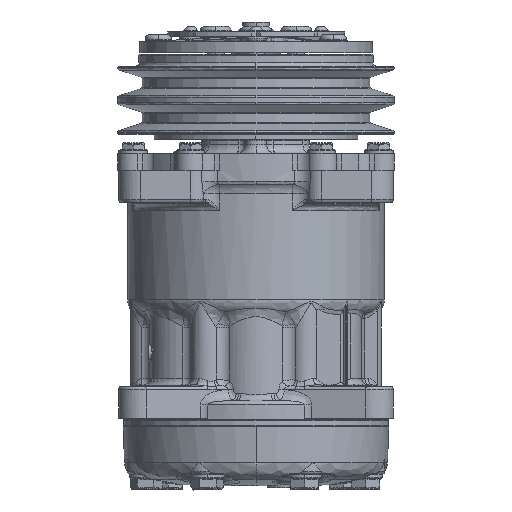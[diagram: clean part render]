
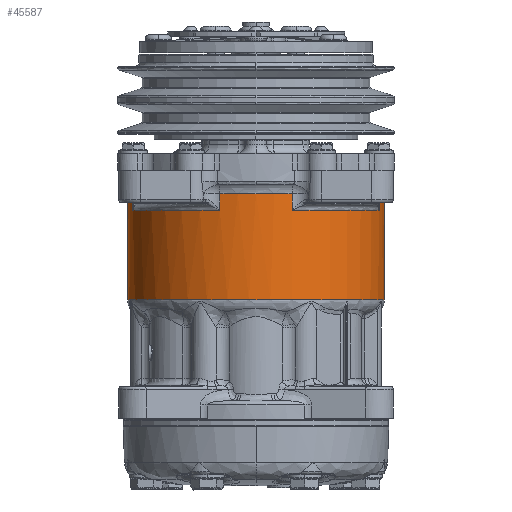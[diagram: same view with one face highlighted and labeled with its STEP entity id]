
A CAD part, front view. The second image highlights one B-rep face of the part: STEP entity #45587.
In plain terms, the highlighted cylindrical face has radius 58 mm (diameter 116 mm), a partial arc.
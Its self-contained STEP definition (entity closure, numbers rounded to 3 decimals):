
#25450 = VERTEX_POINT ( 'NONE', #44972 ) ;
#25484 = VERTEX_POINT ( 'NONE', #45140 ) ;
#25562 = VERTEX_POINT ( 'NONE', #45448 ) ;
#25568 = EDGE_CURVE ( 'NONE', #25450, #25562, #45318, .T. ) ;
#25629 = VERTEX_POINT ( 'NONE', #45670 ) ;
#25630 = EDGE_CURVE ( 'NONE', #25629, #25484, #45751, .T. ) ;
#25699 = VERTEX_POINT ( 'NONE', #46115 ) ;
#25719 = EDGE_CURVE ( 'NONE', #25752, #25748, #46126, .T. ) ;
#25748 = VERTEX_POINT ( 'NONE', #46702 ) ;
#25752 = VERTEX_POINT ( 'NONE', #46696 ) ;
#26124 = EDGE_CURVE ( 'NONE', #25699, #25752, #49511, .T. ) ;
#42943 = EDGE_CURVE ( 'NONE', #25629, #25699, #117148, .T. ) ;
#44972 = CARTESIAN_POINT ( 'NONE',  ( -55.65, -16.345, 99.995 ) ) ;
#45140 = CARTESIAN_POINT ( 'NONE',  ( -58.001, 0., 107.417 ) ) ;
#45318 = LINE ( 'NONE', #45442, #45440 ) ;
#45439 = DIRECTION ( 'NONE',  ( 0., 0., 1. ) ) ;
#45440 = VECTOR ( 'NONE', #45439, 1000. ) ;
#45442 = CARTESIAN_POINT ( 'NONE',  ( -55.65, -16.345, 118.995 ) ) ;
#45448 = CARTESIAN_POINT ( 'NONE',  ( -55.65, -16.345, 107.417 ) ) ;
#45492 = ORIENTED_EDGE ( 'NONE', *, *, #42943, .T. ) ;
#45554 = EDGE_CURVE ( 'NONE', #45674, #25450, #123722, .T. ) ;
#45562 = EDGE_LOOP ( 'NONE', ( #45695, #45492, #45659, #45666, #45582, #45654, #45569, #45767, #45780, #45633, #45641, #45649, #45648 ) ) ;
#45569 = ORIENTED_EDGE ( 'NONE', *, *, #45679, .T. ) ;
#45579 = VERTEX_POINT ( 'NONE', #123843 ) ;
#45580 = VERTEX_POINT ( 'NONE', #123831 ) ;
#45582 = ORIENTED_EDGE ( 'NONE', *, *, #45661, .T. ) ;
#45587 = ADVANCED_FACE ( 'NONE', ( #123914 ), #123916, .T. ) ;
#45602 = EDGE_CURVE ( 'NONE', #45580, #45674, #123926, .T. ) ;
#45633 = ORIENTED_EDGE ( 'NONE', *, *, #45602, .T. ) ;
#45635 = EDGE_CURVE ( 'NONE', #25562, #25484, #123945, .T. ) ;
#45641 = ORIENTED_EDGE ( 'NONE', *, *, #45554, .T. ) ;
#45648 = ORIENTED_EDGE ( 'NONE', *, *, #45635, .T. ) ;
#45649 = ORIENTED_EDGE ( 'NONE', *, *, #25568, .T. ) ;
#45654 = ORIENTED_EDGE ( 'NONE', *, *, #45672, .T. ) ;
#45659 = ORIENTED_EDGE ( 'NONE', *, *, #26124, .T. ) ;
#45661 = EDGE_CURVE ( 'NONE', #25748, #45667, #124038, .T. ) ;
#45666 = ORIENTED_EDGE ( 'NONE', *, *, #25719, .T. ) ;
#45667 = VERTEX_POINT ( 'NONE', #123952 ) ;
#45670 = CARTESIAN_POINT ( 'NONE',  ( -58.001, 0., 59.495 ) ) ;
#45672 = EDGE_CURVE ( 'NONE', #45667, #45579, #124035, .T. ) ;
#45674 = VERTEX_POINT ( 'NONE', #124070 ) ;
#45675 = VERTEX_POINT ( 'NONE', #124074 ) ;
#45679 = EDGE_CURVE ( 'NONE', #45579, #45675, #124073, .T. ) ;
#45685 = VERTEX_POINT ( 'NONE', #124066 ) ;
#45687 = EDGE_CURVE ( 'NONE', #45675, #45685, #124107, .T. ) ;
#45695 = ORIENTED_EDGE ( 'NONE', *, *, #25630, .F. ) ;
#45746 = DIRECTION ( 'NONE',  ( 0., 0., 1. ) ) ;
#45748 = VECTOR ( 'NONE', #45746, 1000. ) ;
#45749 = CARTESIAN_POINT ( 'NONE',  ( -58.001, 0., 118.995 ) ) ;
#45751 = LINE ( 'NONE', #45749, #45748 ) ;
#45767 = ORIENTED_EDGE ( 'NONE', *, *, #45687, .T. ) ;
#45771 = EDGE_CURVE ( 'NONE', #45685, #45580, #124263, .T. ) ;
#45780 = ORIENTED_EDGE ( 'NONE', *, *, #45771, .T. ) ;
#46094 = VECTOR ( 'NONE', #46168, 1000. ) ;
#46095 = CARTESIAN_POINT ( 'NONE',  ( 57.999, 0., 118.995 ) ) ;
#46115 = CARTESIAN_POINT ( 'NONE',  ( 41.011, -41.012, 59.495 ) ) ;
#46126 = LINE ( 'NONE', #46095, #46094 ) ;
#46168 = DIRECTION ( 'NONE',  ( 0., 0., 1. ) ) ;
#46696 = CARTESIAN_POINT ( 'NONE',  ( 57.999, 0., 59.495 ) ) ;
#46702 = CARTESIAN_POINT ( 'NONE',  ( 57.999, 0., 107.417 ) ) ;
#49511 = CIRCLE ( 'NONE', #49651, 58. ) ;
#49624 = DIRECTION ( 'NONE',  ( 1., 0., 0. ) ) ;
#49626 = DIRECTION ( 'NONE',  ( 0., 0., 1. ) ) ;
#49651 = AXIS2_PLACEMENT_3D ( 'NONE', #49662, #49626, #49624 ) ;
#49662 = CARTESIAN_POINT ( 'NONE',  ( -0.001, 0., 59.495 ) ) ;
#117148 = CIRCLE ( 'NONE', #117166, 58. ) ;
#117166 = AXIS2_PLACEMENT_3D ( 'NONE', #117203, #117202, #117201 ) ;
#117201 = DIRECTION ( 'NONE',  ( 1., 0., 0. ) ) ;
#117202 = DIRECTION ( 'NONE',  ( 0., 0., 1. ) ) ;
#117203 = CARTESIAN_POINT ( 'NONE',  ( -0.001, 0., 59.495 ) ) ;
#123722 = CIRCLE ( 'NONE', #123839, 58. ) ;
#123831 = CARTESIAN_POINT ( 'NONE',  ( -16.346, -55.649, 107.417 ) ) ;
#123836 = DIRECTION ( 'NONE',  ( 1., 0., 0. ) ) ;
#123837 = DIRECTION ( 'NONE',  ( 0., 0., -1. ) ) ;
#123838 = CARTESIAN_POINT ( 'NONE',  ( -0.001, 0., 99.995 ) ) ;
#123839 = AXIS2_PLACEMENT_3D ( 'NONE', #123838, #123837, #123836 ) ;
#123843 = CARTESIAN_POINT ( 'NONE',  ( 55.649, -16.345, 99.995 ) ) ;
#123912 = DIRECTION ( 'NONE',  ( 0., 0., 1. ) ) ;
#123913 = CARTESIAN_POINT ( 'NONE',  ( -0.001, 0., 118.995 ) ) ;
#123914 = FACE_OUTER_BOUND ( 'NONE', #45562, .T. ) ;
#123915 = AXIS2_PLACEMENT_3D ( 'NONE', #123913, #123912, #123941 ) ;
#123916 = CYLINDRICAL_SURFACE ( 'NONE', #123915, 58. ) ;
#123925 = CARTESIAN_POINT ( 'NONE',  ( -16.346, -55.649, 118.995 ) ) ;
#123926 = LINE ( 'NONE', #123925, #123935 ) ;
#123934 = DIRECTION ( 'NONE',  ( 0., 0., -1. ) ) ;
#123935 = VECTOR ( 'NONE', #123934, 1000. ) ;
#123941 = DIRECTION ( 'NONE',  ( 1., 0., 0. ) ) ;
#123945 = CIRCLE ( 'NONE', #124011, 58. ) ;
#123952 = CARTESIAN_POINT ( 'NONE',  ( 55.649, -16.345, 107.417 ) ) ;
#124008 = DIRECTION ( 'NONE',  ( 1., 0., 0. ) ) ;
#124009 = DIRECTION ( 'NONE',  ( 0., 0., -1. ) ) ;
#124010 = CARTESIAN_POINT ( 'NONE',  ( -0.001, 0., 107.417 ) ) ;
#124011 = AXIS2_PLACEMENT_3D ( 'NONE', #124010, #124009, #124008 ) ;
#124035 = LINE ( 'NONE', #124069, #124068 ) ;
#124038 = CIRCLE ( 'NONE', #124078, 58. ) ;
#124059 = DIRECTION ( 'NONE',  ( 1., 0., 0. ) ) ;
#124060 = DIRECTION ( 'NONE',  ( 0., 0., -1. ) ) ;
#124061 = CARTESIAN_POINT ( 'NONE',  ( -0.001, 0., 99.995 ) ) ;
#124062 = AXIS2_PLACEMENT_3D ( 'NONE', #124061, #124060, #124059 ) ;
#124066 = CARTESIAN_POINT ( 'NONE',  ( 16.344, -55.649, 107.417 ) ) ;
#124067 = DIRECTION ( 'NONE',  ( 0., 0., -1. ) ) ;
#124068 = VECTOR ( 'NONE', #124067, 1000. ) ;
#124069 = CARTESIAN_POINT ( 'NONE',  ( 55.649, -16.345, 118.995 ) ) ;
#124070 = CARTESIAN_POINT ( 'NONE',  ( -16.346, -55.649, 99.995 ) ) ;
#124073 = CIRCLE ( 'NONE', #124062, 58. ) ;
#124074 = CARTESIAN_POINT ( 'NONE',  ( 16.344, -55.649, 99.995 ) ) ;
#124075 = DIRECTION ( 'NONE',  ( 1., 0., 0. ) ) ;
#124076 = DIRECTION ( 'NONE',  ( 0., 0., -1. ) ) ;
#124077 = CARTESIAN_POINT ( 'NONE',  ( -0.001, 0., 107.417 ) ) ;
#124078 = AXIS2_PLACEMENT_3D ( 'NONE', #124077, #124076, #124075 ) ;
#124104 = DIRECTION ( 'NONE',  ( 0., 0., 1. ) ) ;
#124105 = VECTOR ( 'NONE', #124104, 1000. ) ;
#124106 = CARTESIAN_POINT ( 'NONE',  ( 16.344, -55.649, 118.995 ) ) ;
#124107 = LINE ( 'NONE', #124106, #124105 ) ;
#124263 = CIRCLE ( 'NONE', #124272, 58. ) ;
#124272 = AXIS2_PLACEMENT_3D ( 'NONE', #124310, #124309, #124308 ) ;
#124308 = DIRECTION ( 'NONE',  ( 1., 0., 0. ) ) ;
#124309 = DIRECTION ( 'NONE',  ( 0., 0., -1. ) ) ;
#124310 = CARTESIAN_POINT ( 'NONE',  ( -0.001, 0., 107.417 ) ) ;
